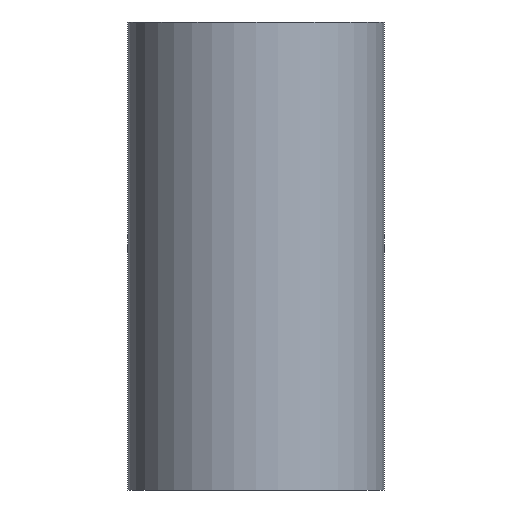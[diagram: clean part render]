
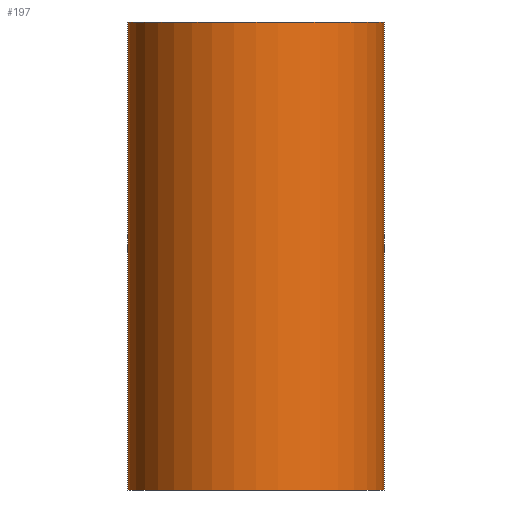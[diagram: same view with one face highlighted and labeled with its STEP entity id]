
A CAD part, front view. The second image highlights one B-rep face of the part: STEP entity #197.
In plain terms, the highlighted cylindrical face has radius 92 mm (diameter 184 mm), a full revolution.
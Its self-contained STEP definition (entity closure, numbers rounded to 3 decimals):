
#16=B_SPLINE_CURVE_WITH_KNOTS('',3,(#409,#410,#411,#412,#413,#414,#415,
#416,#417,#418,#419,#420,#421,#422,#423,#424,#425,#426,#427,#428,#429,#430,
#431,#432,#433,#434,#435,#436,#437,#438,#439,#440,#441,#442,#443,#444,#445,
#446,#447,#448,#449,#450,#451,#452,#453,#454,#455,#456,#457,#458,#459,#460,
#461,#462,#463,#464,#465,#466,#467,#468,#469,#470,#471,#472,#473,#474),
 .UNSPECIFIED.,.T.,.F.,(4,2,2,2,2,2,2,2,2,2,2,2,2,2,2,2,2,2,2,2,2,2,2,2,
2,2,2,2,2,2,2,2,4),(0.,1.03,2.059,3.089,
4.118,5.142,6.166,7.19,8.214,
9.238,10.262,11.286,12.311,13.34,
14.37,15.399,16.429,17.458,18.488,
19.517,20.547,21.571,22.595,23.619,
24.643,25.667,26.691,27.715,28.739,
29.769,30.798,31.828,32.857),
 .UNSPECIFIED.);
#29=CYLINDRICAL_SURFACE('',#230,92.);
#44=FACE_BOUND('',#92,.T.);
#45=FACE_BOUND('',#93,.T.);
#61=FACE_OUTER_BOUND('',#91,.T.);
#91=EDGE_LOOP('',(#174));
#92=EDGE_LOOP('',(#175));
#93=EDGE_LOOP('',(#176));
#101=CIRCLE('',#208,92.);
#105=CIRCLE('',#215,92.);
#116=VERTEX_POINT('',#307);
#120=VERTEX_POINT('',#318);
#129=VERTEX_POINT('',#408);
#133=EDGE_CURVE('',#116,#116,#101,.T.);
#137=EDGE_CURVE('',#120,#120,#105,.T.);
#146=EDGE_CURVE('',#129,#129,#16,.T.);
#174=ORIENTED_EDGE('',*,*,#133,.F.);
#175=ORIENTED_EDGE('',*,*,#137,.F.);
#176=ORIENTED_EDGE('',*,*,#146,.T.);
#197=ADVANCED_FACE('',(#61,#44,#45),#29,.T.);
#208=AXIS2_PLACEMENT_3D('',#308,#247,#248);
#215=AXIS2_PLACEMENT_3D('',#319,#261,#262);
#230=AXIS2_PLACEMENT_3D('',#475,#291,#292);
#247=DIRECTION('center_axis',(0.,0.,1.));
#248=DIRECTION('ref_axis',(-1.,0.,0.));
#261=DIRECTION('center_axis',(0.,0.,-1.));
#262=DIRECTION('ref_axis',(-1.,0.,0.));
#291=DIRECTION('center_axis',(0.,0.,1.));
#292=DIRECTION('ref_axis',(-1.,0.,0.));
#307=CARTESIAN_POINT('',(92.,0.,168.));
#308=CARTESIAN_POINT('Origin',(0.,0.,168.));
#318=CARTESIAN_POINT('',(92.,0.,-168.));
#319=CARTESIAN_POINT('Origin',(0.,0.,-168.));
#408=CARTESIAN_POINT('',(53.,75.2,0.));
#409=CARTESIAN_POINT('Ctrl Pts',(53.,75.2,0.));
#410=CARTESIAN_POINT('Ctrl Pts',(53.,75.2,3.432));
#411=CARTESIAN_POINT('Ctrl Pts',(52.662,75.442,6.942));
#412=CARTESIAN_POINT('Ctrl Pts',(51.277,76.389,13.859));
#413=CARTESIAN_POINT('Ctrl Pts',(50.232,77.093,17.266));
#414=CARTESIAN_POINT('Ctrl Pts',(47.508,78.801,23.757));
#415=CARTESIAN_POINT('Ctrl Pts',(45.826,79.805,26.848));
#416=CARTESIAN_POINT('Ctrl Pts',(41.968,81.899,32.55));
#417=CARTESIAN_POINT('Ctrl Pts',(39.791,82.989,35.162));
#418=CARTESIAN_POINT('Ctrl Pts',(35.175,85.048,39.779));
#419=CARTESIAN_POINT('Ctrl Pts',(32.569,86.095,41.954));
#420=CARTESIAN_POINT('Ctrl Pts',(26.864,88.042,45.817));
#421=CARTESIAN_POINT('Ctrl Pts',(23.766,88.94,47.504));
#422=CARTESIAN_POINT('Ctrl Pts',(17.257,90.429,50.236));
#423=CARTESIAN_POINT('Ctrl Pts',(13.84,91.02,51.283));
#424=CARTESIAN_POINT('Ctrl Pts',(6.918,91.806,52.665));
#425=CARTESIAN_POINT('Ctrl Pts',(3.414,92.,53.));
#426=CARTESIAN_POINT('Ctrl Pts',(-3.414,92.,53.));
#427=CARTESIAN_POINT('Ctrl Pts',(-6.918,91.806,52.665));
#428=CARTESIAN_POINT('Ctrl Pts',(-13.84,91.02,51.283));
#429=CARTESIAN_POINT('Ctrl Pts',(-17.257,90.429,50.236));
#430=CARTESIAN_POINT('Ctrl Pts',(-23.766,88.94,47.504));
#431=CARTESIAN_POINT('Ctrl Pts',(-26.864,88.042,45.817));
#432=CARTESIAN_POINT('Ctrl Pts',(-32.569,86.095,41.954));
#433=CARTESIAN_POINT('Ctrl Pts',(-35.175,85.048,39.779));
#434=CARTESIAN_POINT('Ctrl Pts',(-39.791,82.989,35.162));
#435=CARTESIAN_POINT('Ctrl Pts',(-41.968,81.899,32.55));
#436=CARTESIAN_POINT('Ctrl Pts',(-45.826,79.805,26.848));
#437=CARTESIAN_POINT('Ctrl Pts',(-47.508,78.801,23.757));
#438=CARTESIAN_POINT('Ctrl Pts',(-50.232,77.093,17.266));
#439=CARTESIAN_POINT('Ctrl Pts',(-51.277,76.389,13.859));
#440=CARTESIAN_POINT('Ctrl Pts',(-52.662,75.442,6.942));
#441=CARTESIAN_POINT('Ctrl Pts',(-53.,75.2,3.432));
#442=CARTESIAN_POINT('Ctrl Pts',(-53.,75.2,-3.432));
#443=CARTESIAN_POINT('Ctrl Pts',(-52.662,75.442,-6.942));
#444=CARTESIAN_POINT('Ctrl Pts',(-51.277,76.389,-13.859));
#445=CARTESIAN_POINT('Ctrl Pts',(-50.232,77.093,-17.266));
#446=CARTESIAN_POINT('Ctrl Pts',(-47.508,78.801,-23.757));
#447=CARTESIAN_POINT('Ctrl Pts',(-45.826,79.805,-26.848));
#448=CARTESIAN_POINT('Ctrl Pts',(-41.968,81.899,-32.55));
#449=CARTESIAN_POINT('Ctrl Pts',(-39.791,82.989,-35.162));
#450=CARTESIAN_POINT('Ctrl Pts',(-35.175,85.048,-39.779));
#451=CARTESIAN_POINT('Ctrl Pts',(-32.569,86.095,-41.954));
#452=CARTESIAN_POINT('Ctrl Pts',(-26.864,88.042,-45.817));
#453=CARTESIAN_POINT('Ctrl Pts',(-23.766,88.94,-47.504));
#454=CARTESIAN_POINT('Ctrl Pts',(-17.257,90.429,-50.236));
#455=CARTESIAN_POINT('Ctrl Pts',(-13.84,91.02,-51.283));
#456=CARTESIAN_POINT('Ctrl Pts',(-6.918,91.806,-52.665));
#457=CARTESIAN_POINT('Ctrl Pts',(-3.414,92.,-53.));
#458=CARTESIAN_POINT('Ctrl Pts',(3.414,92.,-53.));
#459=CARTESIAN_POINT('Ctrl Pts',(6.918,91.806,-52.665));
#460=CARTESIAN_POINT('Ctrl Pts',(13.84,91.02,-51.283));
#461=CARTESIAN_POINT('Ctrl Pts',(17.257,90.429,-50.236));
#462=CARTESIAN_POINT('Ctrl Pts',(23.766,88.94,-47.504));
#463=CARTESIAN_POINT('Ctrl Pts',(26.864,88.042,-45.817));
#464=CARTESIAN_POINT('Ctrl Pts',(32.569,86.095,-41.954));
#465=CARTESIAN_POINT('Ctrl Pts',(35.175,85.048,-39.779));
#466=CARTESIAN_POINT('Ctrl Pts',(39.791,82.989,-35.162));
#467=CARTESIAN_POINT('Ctrl Pts',(41.968,81.899,-32.55));
#468=CARTESIAN_POINT('Ctrl Pts',(45.826,79.805,-26.848));
#469=CARTESIAN_POINT('Ctrl Pts',(47.508,78.801,-23.757));
#470=CARTESIAN_POINT('Ctrl Pts',(50.232,77.093,-17.266));
#471=CARTESIAN_POINT('Ctrl Pts',(51.277,76.389,-13.859));
#472=CARTESIAN_POINT('Ctrl Pts',(52.662,75.442,-6.942));
#473=CARTESIAN_POINT('Ctrl Pts',(53.,75.2,-3.432));
#474=CARTESIAN_POINT('Ctrl Pts',(53.,75.2,0.));
#475=CARTESIAN_POINT('Origin',(0.,0.,0.));
